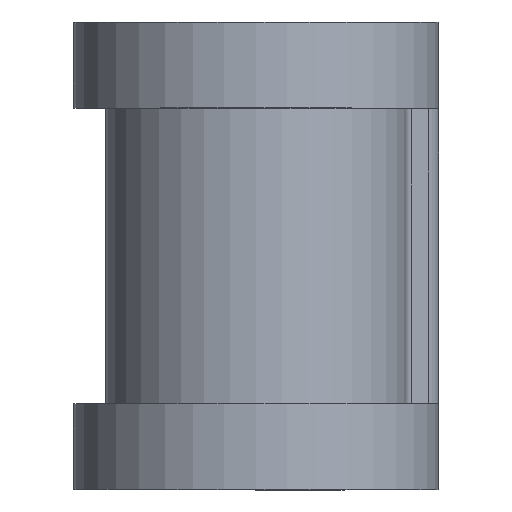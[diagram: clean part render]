
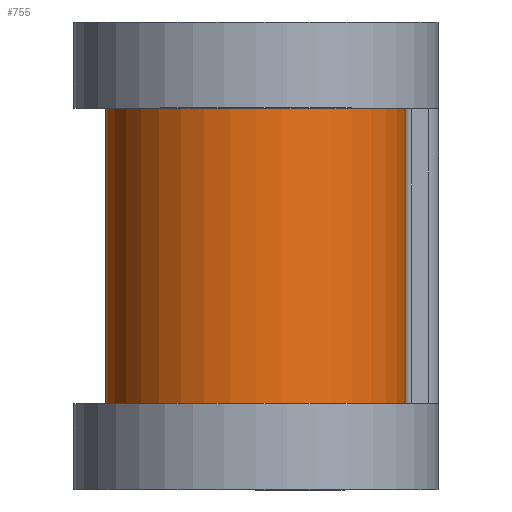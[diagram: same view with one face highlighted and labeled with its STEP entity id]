
A CAD part, top view. The second image highlights one B-rep face of the part: STEP entity #755.
In plain terms, the highlighted cylindrical face has radius 7.099 mm (diameter 14.199 mm), a partial arc.
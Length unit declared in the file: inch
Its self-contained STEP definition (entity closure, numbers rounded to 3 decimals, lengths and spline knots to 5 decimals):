
#2 = DIRECTION ( 'NONE',  ( 0., -1., 0. ) ) ;
#12 = ORIENTED_EDGE ( 'NONE', *, *, #1555, .T. ) ;
#40 = DIRECTION ( 'NONE',  ( 0., -1., 0. ) ) ;
#45 = CARTESIAN_POINT ( 'NONE',  ( 0., 0.275, 0. ) ) ;
#68 = CARTESIAN_POINT ( 'NONE',  ( 0., -0.275, -0.2795 ) ) ;
#139 = EDGE_CURVE ( 'NONE', #1442, #1585, #1697, .T. ) ;
#170 = DIRECTION ( 'NONE',  ( 0., 0., -1. ) ) ;
#353 = VECTOR ( 'NONE', #913, 39.37008 ) ;
#385 = LINE ( 'NONE', #1056, #353 ) ;
#462 = VERTEX_POINT ( 'NONE', #68 ) ;
#511 = VERTEX_POINT ( 'NONE', #866 ) ;
#532 = DIRECTION ( 'NONE',  ( 0., -1., 0. ) ) ;
#577 = VECTOR ( 'NONE', #532, 39.37008 ) ;
#607 = EDGE_CURVE ( 'NONE', #1442, #511, #1235, .T. ) ;
#672 = AXIS2_PLACEMENT_3D ( 'NONE', #45, #40, #1136 ) ;
#721 = DIRECTION ( 'NONE',  ( 0., -1., 0. ) ) ;
#755 = ADVANCED_FACE ( 'NONE', ( #989 ), #776, .T. ) ;
#776 = CYLINDRICAL_SURFACE ( 'NONE', #1005, 0.2795 ) ;
#779 = CARTESIAN_POINT ( 'NONE',  ( 0.2795, -0.275, 0. ) ) ;
#789 = CARTESIAN_POINT ( 'NONE',  ( 0., -0.275, 0. ) ) ;
#860 = CARTESIAN_POINT ( 'NONE',  ( 0., 0.375, 0. ) ) ;
#866 = CARTESIAN_POINT ( 'NONE',  ( 0., 0.275, -0.2795 ) ) ;
#913 = DIRECTION ( 'NONE',  ( 0., -1., 0. ) ) ;
#924 = DIRECTION ( 'NONE',  ( 0., 0., -1. ) ) ;
#969 = AXIS2_PLACEMENT_3D ( 'NONE', #789, #2, #924 ) ;
#989 = FACE_OUTER_BOUND ( 'NONE', #1543, .T. ) ;
#1005 = AXIS2_PLACEMENT_3D ( 'NONE', #860, #721, #170 ) ;
#1056 = CARTESIAN_POINT ( 'NONE',  ( 0., 0.375, -0.2795 ) ) ;
#1136 = DIRECTION ( 'NONE',  ( 0., 0., -1. ) ) ;
#1235 = CIRCLE ( 'NONE', #672, 0.2795 ) ;
#1276 = EDGE_CURVE ( 'NONE', #1585, #462, #1642, .T. ) ;
#1313 = CARTESIAN_POINT ( 'NONE',  ( 0.2795, 0.275, 0. ) ) ;
#1418 = ORIENTED_EDGE ( 'NONE', *, *, #607, .T. ) ;
#1442 = VERTEX_POINT ( 'NONE', #1313 ) ;
#1543 = EDGE_LOOP ( 'NONE', ( #1698, #1418, #12, #1552 ) ) ;
#1552 = ORIENTED_EDGE ( 'NONE', *, *, #1276, .F. ) ;
#1555 = EDGE_CURVE ( 'NONE', #511, #462, #385, .T. ) ;
#1585 = VERTEX_POINT ( 'NONE', #779 ) ;
#1642 = CIRCLE ( 'NONE', #969, 0.2795 ) ;
#1658 = CARTESIAN_POINT ( 'NONE',  ( 0.2795, 0.375, 0. ) ) ;
#1697 = LINE ( 'NONE', #1658, #577 ) ;
#1698 = ORIENTED_EDGE ( 'NONE', *, *, #139, .F. ) ;
